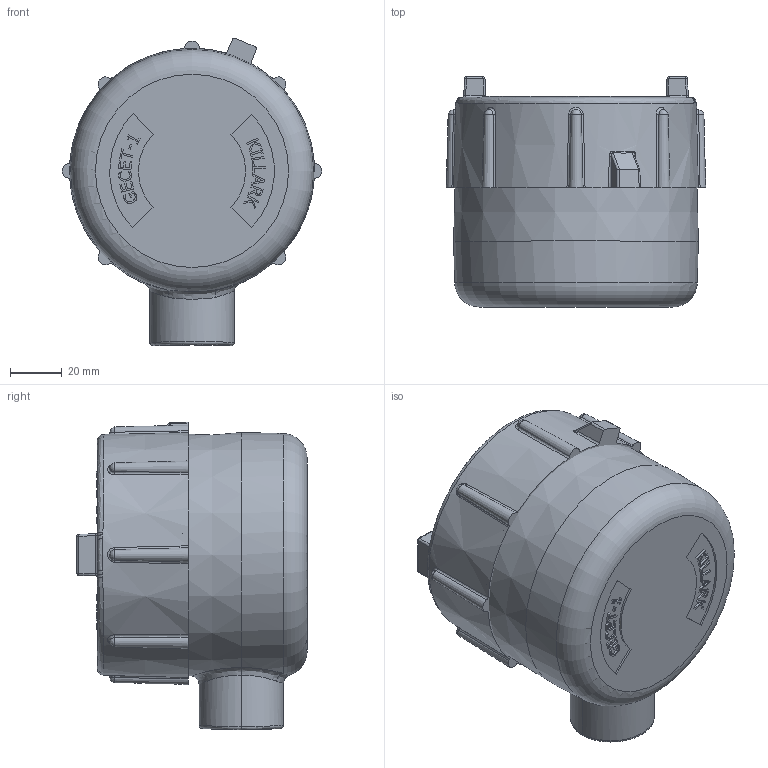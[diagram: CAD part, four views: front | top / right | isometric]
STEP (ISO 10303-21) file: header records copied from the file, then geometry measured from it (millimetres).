
FILE_DESCRIPTION(/* description */ (''),/* implementation_level */ '2;1');
FILE_NAME(/* name */ 'KIL_GECET-1.stp',/* time_stamp */ '2023-03-03T08:17:22-06:00',/* author */ ('nsantoro'),/* organization */ (''),/* preprocessor_version */ 'ST-DEVELOPER v18.1',/* originating_system */ 'Autodesk Inventor 2022',/* authorisation */ '');
FILE_SCHEMA (('AUTOMOTIVE_DESIGN { 1 0 10303 214 3 1 1 }'));
Products named in the file (1): KIL_GECET-1_Simplify_1
Bounding box: 100.17 x 88.8 x 118.63 mm (x, y, z)
Volume: 272259 mm3; surface area: 86830.6 mm2
Topology: 2 solids, 2 shells, 4927 faces, 13378 edges, 8881 vertices
Faces by surface type: plane 3017, bspline 1807, cylinder 62, cone 23, torus 10, sphere 8
Full cylindrical faces by diameter (mm): 0.886 x1, 1.057 x1, 3.683 x1, 7.763 x1, 9.525 x1, 15.113 x1, 77.724 x1, 80.962 x1
Entity records: 179034 total; most frequent: CARTESIAN_POINT 61998, ORIENTED_EDGE 26750, DIRECTION 16225, EDGE_CURVE 13375, LINE 9535, VECTOR 9535, VERTEX_POINT 8881, EDGE_LOOP 5358
